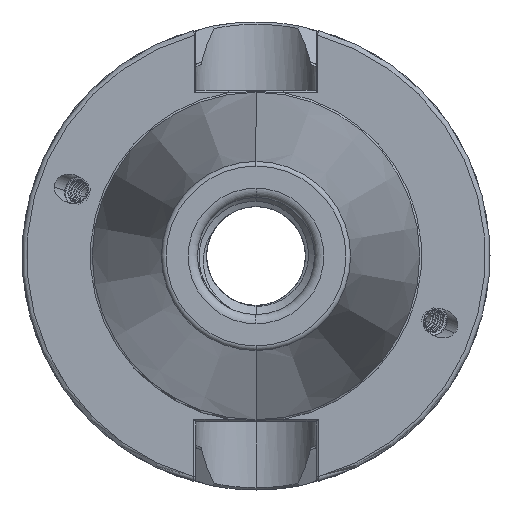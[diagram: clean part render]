
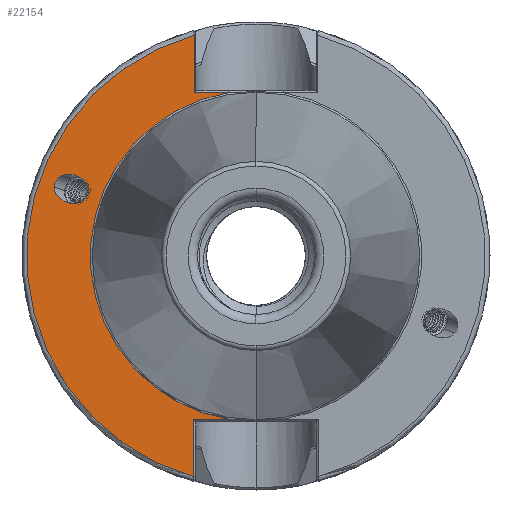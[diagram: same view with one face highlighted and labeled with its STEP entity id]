
A CAD part, left-side view. The second image highlights one B-rep face of the part: STEP entity #22154.
In plain terms, the highlighted planar face has unit normal (-1, 0, 0).
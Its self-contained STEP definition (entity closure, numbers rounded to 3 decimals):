
#617 = FACE_OUTER_BOUND ( 'NONE', #22449, .T. ) ;
#680 = FACE_BOUND ( 'NONE', #22376, .T. ) ;
#1932 =( BOUNDED_CURVE ( )  B_SPLINE_CURVE ( 3, ( #26923, #26900, #26901, #26928 ),
 .UNSPECIFIED., .F., .T. ) 
 B_SPLINE_CURVE_WITH_KNOTS ( ( 4, 4 ),
 ( 0.29, 3.431 ),
 .UNSPECIFIED. ) 
 CURVE ( )  GEOMETRIC_REPRESENTATION_ITEM ( )  RATIONAL_B_SPLINE_CURVE ( ( 1., 0.333, 0.333, 1. ) ) 
 REPRESENTATION_ITEM ( '' )  );
#1955 =( BOUNDED_CURVE ( )  B_SPLINE_CURVE ( 3, ( #26925, #26940, #27003, #27006 ),
 .UNSPECIFIED., .F., .T. ) 
 B_SPLINE_CURVE_WITH_KNOTS ( ( 4, 4 ),
 ( 0., 0.29 ),
 .UNSPECIFIED. ) 
 CURVE ( )  GEOMETRIC_REPRESENTATION_ITEM ( )  RATIONAL_B_SPLINE_CURVE ( ( 1., 0.993, 0.993, 1. ) ) 
 REPRESENTATION_ITEM ( '' )  );
#2107 = LINE ( 'NONE', #19757, #2117 ) ;
#2117 = VECTOR ( 'NONE', #19773, 1000. ) ;
#2128 = CIRCLE ( 'NONE', #23301, 49. ) ;
#2131 = LINE ( 'NONE', #10773, #2137 ) ;
#2137 = VECTOR ( 'NONE', #10781, 1000. ) ;
#2138 = CIRCLE ( 'NONE', #23295, 35.398 ) ;
#2141 = VECTOR ( 'NONE', #10748, 1000. ) ;
#2147 = LINE ( 'NONE', #10741, #2141 ) ;
#2154 = LINE ( 'NONE', #10827, #2156 ) ;
#2156 = VECTOR ( 'NONE', #10825, 1000. ) ;
#2542 = VERTEX_POINT ( 'NONE', #26508 ) ;
#2551 = VERTEX_POINT ( 'NONE', #26524 ) ;
#2569 = VERTEX_POINT ( 'NONE', #26485 ) ;
#2587 = VERTEX_POINT ( 'NONE', #26624 ) ;
#2595 = VERTEX_POINT ( 'NONE', #26584 ) ;
#2609 = VERTEX_POINT ( 'NONE', #26552 ) ;
#9751 = DIRECTION ( 'NONE',  ( 1., 0., 0. ) ) ;
#9772 = CARTESIAN_POINT ( 'NONE',  ( 0., 0., 0. ) ) ;
#9789 = DIRECTION ( 'NONE',  ( 0., 0., -1. ) ) ;
#10741 = CARTESIAN_POINT ( 'NONE',  ( 0., -12.85, -34.9 ) ) ;
#10748 = DIRECTION ( 'NONE',  ( 0., -1., 0. ) ) ;
#10773 = CARTESIAN_POINT ( 'NONE',  ( 0., 35.398, 34.9 ) ) ;
#10781 = DIRECTION ( 'NONE',  ( 0., 1., 0. ) ) ;
#10825 = DIRECTION ( 'NONE',  ( 0., 0., 1. ) ) ;
#10827 = CARTESIAN_POINT ( 'NONE',  ( 0., 13.279, -35.4 ) ) ;
#12363 =( BOUNDED_CURVE ( )  B_SPLINE_CURVE ( 3, ( #19226, #19202, #19221, #19222 ),
 .UNSPECIFIED., .F., .F. ) 
 B_SPLINE_CURVE_WITH_KNOTS ( ( 4, 4 ),
 ( 3.431, 6.283 ),
 .UNSPECIFIED. ) 
 CURVE ( )  GEOMETRIC_REPRESENTATION_ITEM ( )  RATIONAL_B_SPLINE_CURVE ( ( 1., 0.43, 0.43, 1. ) ) 
 REPRESENTATION_ITEM ( '' )  );
#14015 = AXIS2_PLACEMENT_3D ( 'NONE', #21483, #21533, #21531 ) ;
#14154 = EDGE_CURVE ( 'NONE', #26187, #26203, #1932, .T. ) ;
#14155 = EDGE_CURVE ( 'NONE', #26180, #26187, #1955, .T. ) ;
#16011 = CARTESIAN_POINT ( 'NONE',  ( 0., 43.118, 14.766 ) ) ;
#16053 = CARTESIAN_POINT ( 'NONE',  ( 0., 35.968, 13.091 ) ) ;
#16056 = CARTESIAN_POINT ( 'NONE',  ( 0., 35.816, 13.963 ) ) ;
#17087 = ORIENTED_EDGE ( 'NONE', *, *, #27342, .F. ) ;
#17093 = ORIENTED_EDGE ( 'NONE', *, *, #27199, .T. ) ;
#17095 = ORIENTED_EDGE ( 'NONE', *, *, #27386, .T. ) ;
#17100 = ORIENTED_EDGE ( 'NONE', *, *, #27456, .T. ) ;
#17109 = ORIENTED_EDGE ( 'NONE', *, *, #27426, .T. ) ;
#17130 = ORIENTED_EDGE ( 'NONE', *, *, #14155, .F. ) ;
#17147 = ORIENTED_EDGE ( 'NONE', *, *, #14154, .F. ) ;
#17148 = ORIENTED_EDGE ( 'NONE', *, *, #27331, .F. ) ;
#17160 = ORIENTED_EDGE ( 'NONE', *, *, #27398, .T. ) ;
#19202 = CARTESIAN_POINT ( 'NONE',  ( 0., 43.118, 9.99 ) ) ;
#19211 = DIRECTION ( 'NONE',  ( 1., 0., 0. ) ) ;
#19215 = DIRECTION ( 'NONE',  ( 0., 0., -1. ) ) ;
#19221 = CARTESIAN_POINT ( 'NONE',  ( 0., 37.57, 8.69 ) ) ;
#19222 = CARTESIAN_POINT ( 'NONE',  ( 0., 35.968, 13.091 ) ) ;
#19226 = CARTESIAN_POINT ( 'NONE',  ( 0., 43.118, 14.766 ) ) ;
#19241 = CARTESIAN_POINT ( 'NONE',  ( 0., 0., 0. ) ) ;
#19757 = CARTESIAN_POINT ( 'NONE',  ( 0., 13.194, 0. ) ) ;
#19773 = DIRECTION ( 'NONE',  ( 0., 0., 1. ) ) ;
#21483 = CARTESIAN_POINT ( 'NONE',  ( 0., 35.398, 0. ) ) ;
#21531 = DIRECTION ( 'NONE',  ( 0., 0., 1. ) ) ;
#21533 = DIRECTION ( 'NONE',  ( -1., 0., 0. ) ) ;
#21565 = PLANE ( 'NONE',  #14015 ) ;
#22154 = ADVANCED_FACE ( 'NONE', ( #680, #617 ), #21565, .T. ) ;
#22376 = EDGE_LOOP ( 'NONE', ( #17130, #17087, #17147 ) ) ;
#22449 = EDGE_LOOP ( 'NONE', ( #17148, #17109, #17095, #17100, #17160, #17093 ) ) ;
#23295 = AXIS2_PLACEMENT_3D ( 'NONE', #9772, #9751, #9789 ) ;
#23301 = AXIS2_PLACEMENT_3D ( 'NONE', #19241, #19211, #19215 ) ;
#26180 = VERTEX_POINT ( 'NONE', #16053 ) ;
#26187 = VERTEX_POINT ( 'NONE', #16056 ) ;
#26203 = VERTEX_POINT ( 'NONE', #16011 ) ;
#26485 = CARTESIAN_POINT ( 'NONE',  ( 0., 13.279, -47.166 ) ) ;
#26508 = CARTESIAN_POINT ( 'NONE',  ( 0., 13.194, 47.19 ) ) ;
#26524 = CARTESIAN_POINT ( 'NONE',  ( 0., 13.194, 34.9 ) ) ;
#26552 = CARTESIAN_POINT ( 'NONE',  ( 0., 5.916, -34.9 ) ) ;
#26584 = CARTESIAN_POINT ( 'NONE',  ( 0., 13.279, -34.9 ) ) ;
#26624 = CARTESIAN_POINT ( 'NONE',  ( 0., 5.916, 34.9 ) ) ;
#26900 = CARTESIAN_POINT ( 'NONE',  ( 0., 35.816, 20.184 ) ) ;
#26901 = CARTESIAN_POINT ( 'NONE',  ( 0., 43.118, 20.987 ) ) ;
#26923 = CARTESIAN_POINT ( 'NONE',  ( 0., 35.816, 13.963 ) ) ;
#26925 = CARTESIAN_POINT ( 'NONE',  ( 0., 35.968, 13.091 ) ) ;
#26928 = CARTESIAN_POINT ( 'NONE',  ( 0., 43.118, 14.766 ) ) ;
#26940 = CARTESIAN_POINT ( 'NONE',  ( 0., 35.867, 13.369 ) ) ;
#27003 = CARTESIAN_POINT ( 'NONE',  ( 0., 35.816, 13.662 ) ) ;
#27006 = CARTESIAN_POINT ( 'NONE',  ( 0., 35.816, 13.963 ) ) ;
#27199 = EDGE_CURVE ( 'NONE', #2551, #2542, #2107, .T. ) ;
#27331 = EDGE_CURVE ( 'NONE', #2569, #2542, #2128, .T. ) ;
#27342 = EDGE_CURVE ( 'NONE', #26203, #26180, #12363, .T. ) ;
#27386 = EDGE_CURVE ( 'NONE', #2595, #2609, #2147, .T. ) ;
#27398 = EDGE_CURVE ( 'NONE', #2587, #2551, #2131, .T. ) ;
#27426 = EDGE_CURVE ( 'NONE', #2569, #2595, #2154, .T. ) ;
#27456 = EDGE_CURVE ( 'NONE', #2609, #2587, #2138, .T. ) ;
